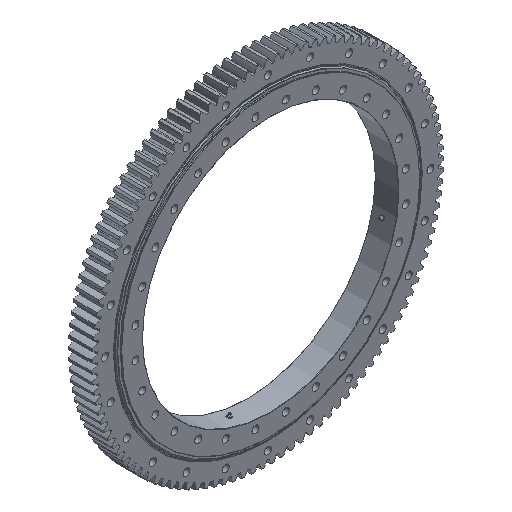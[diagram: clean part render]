
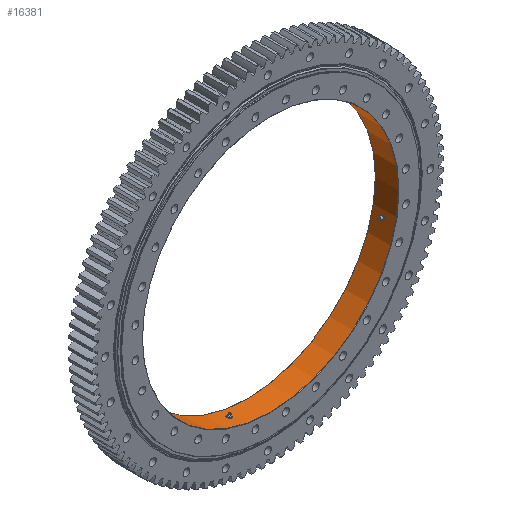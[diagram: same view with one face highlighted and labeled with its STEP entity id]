
A CAD part, isometric view. The second image highlights one B-rep face of the part: STEP entity #16381.
In plain terms, the highlighted cylindrical face has radius 352.425 mm (diameter 704.85 mm), a full revolution.
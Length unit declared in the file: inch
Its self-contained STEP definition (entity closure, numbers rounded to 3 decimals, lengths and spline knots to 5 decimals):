
#45=CYLINDRICAL_SURFACE('',#17542,13.875);
#596=FACE_BOUND('',#3177,.T.);
#720=LINE('',#31939,#1270);
#1270=VECTOR('',#20158,13.875);
#2224=FACE_OUTER_BOUND('',#3176,.T.);
#3176=EDGE_LOOP('',(#11346,#11347,#11348,#11349,#11350,#11351));
#3177=EDGE_LOOP('',(#11352,#11353));
#4218=CIRCLE('',#17540,13.875);
#4219=CIRCLE('',#17541,13.875);
#4220=CIRCLE('',#17543,13.875);
#4221=CIRCLE('',#17544,13.875);
#5705=B_SPLINE_CURVE_WITH_KNOTS('',3,(#31942,#31943,#31944,#31945,#31946,
#31947,#31948,#31949,#31950,#31951,#31952,#31953,#31954,#31955,#31956,#31957,
#31958,#31959),.UNSPECIFIED.,.F.,.F.,(4,2,2,2,2,2,2,2,4),(0.,0.35935,
0.7187,1.07804,1.43739,1.79674,2.15609,
2.51543,2.87478),.UNSPECIFIED.);
#5706=B_SPLINE_CURVE_WITH_KNOTS('',3,(#31960,#31961,#31962,#31963,#31964,
#31965,#31966,#31967,#31968,#31969,#31970,#31971,#31972,#31973,#31974,#31975,
#31976,#31977,#31978,#31979,#31980,#31981,#31982,#31983,#31984,#31985,#31986,
#31987,#31988,#31989,#31990,#31991,#31992,#31993,#31994,#31995,#31996,#31997,
#31998,#31999,#32000,#32001,#32002,#32003,#32004,#32005,#32006,#32007,#32008,
#32009),.UNSPECIFIED.,.F.,.F.,(4,2,2,2,2,2,2,2,2,2,2,2,2,2,2,2,2,2,2,2,
2,2,2,2,4),(2.87478,3.23413,3.59348,3.95283,
4.31217,4.67152,5.03087,5.39022,5.74956,
6.10891,6.46826,6.82761,7.18696,7.5463,
7.90565,8.265,8.62435,8.98369,9.34304,
9.70239,10.06174,10.42109,10.78043,11.13978,
11.49913),.UNSPECIFIED.);
#6454=VERTEX_POINT('',#31929);
#6455=VERTEX_POINT('',#31931);
#6456=VERTEX_POINT('',#31935);
#6457=VERTEX_POINT('',#31936);
#6458=VERTEX_POINT('',#31940);
#6459=VERTEX_POINT('',#31941);
#8348=EDGE_CURVE('',#6454,#6455,#4218,.T.);
#8349=EDGE_CURVE('',#6455,#6454,#4219,.T.);
#8350=EDGE_CURVE('',#6456,#6457,#4220,.T.);
#8351=EDGE_CURVE('',#6457,#6456,#4221,.T.);
#8352=EDGE_CURVE('',#6457,#6455,#720,.T.);
#8353=EDGE_CURVE('',#6458,#6459,#5705,.T.);
#8354=EDGE_CURVE('',#6459,#6458,#5706,.T.);
#11346=ORIENTED_EDGE('',*,*,#8350,.F.);
#11347=ORIENTED_EDGE('',*,*,#8351,.F.);
#11348=ORIENTED_EDGE('',*,*,#8352,.T.);
#11349=ORIENTED_EDGE('',*,*,#8348,.F.);
#11350=ORIENTED_EDGE('',*,*,#8349,.F.);
#11351=ORIENTED_EDGE('',*,*,#8352,.F.);
#11352=ORIENTED_EDGE('',*,*,#8353,.T.);
#11353=ORIENTED_EDGE('',*,*,#8354,.T.);
#16381=ADVANCED_FACE('',(#2224,#596),#45,.F.);
#17540=AXIS2_PLACEMENT_3D('',#31932,#20148,#20149);
#17541=AXIS2_PLACEMENT_3D('',#31933,#20150,#20151);
#17542=AXIS2_PLACEMENT_3D('',#31934,#20152,#20153);
#17543=AXIS2_PLACEMENT_3D('',#31937,#20154,#20155);
#17544=AXIS2_PLACEMENT_3D('',#31938,#20156,#20157);
#20148=DIRECTION('center_axis',(0.,1.,0.));
#20149=DIRECTION('ref_axis',(1.,0.,0.));
#20150=DIRECTION('center_axis',(0.,1.,0.));
#20151=DIRECTION('ref_axis',(1.,0.,0.));
#20152=DIRECTION('center_axis',(0.,1.,0.));
#20153=DIRECTION('ref_axis',(-1.,0.,0.));
#20154=DIRECTION('center_axis',(0.,-1.,0.));
#20155=DIRECTION('ref_axis',(1.,0.,0.));
#20156=DIRECTION('center_axis',(0.,-1.,0.));
#20157=DIRECTION('ref_axis',(1.,0.,0.));
#20158=DIRECTION('',(0.,-1.,0.));
#31929=CARTESIAN_POINT('',(-13.875,-1.4075,0.));
#31931=CARTESIAN_POINT('',(13.875,-1.4075,0.));
#31932=CARTESIAN_POINT('Origin',(0.,-1.4075,0.));
#31933=CARTESIAN_POINT('Origin',(0.,-1.4075,0.));
#31934=CARTESIAN_POINT('Origin',(0.,-0.156,0.));
#31935=CARTESIAN_POINT('',(-13.875,1.0955,0.));
#31936=CARTESIAN_POINT('',(13.875,1.0955,0.));
#31937=CARTESIAN_POINT('Origin',(0.,1.0955,0.));
#31938=CARTESIAN_POINT('Origin',(0.,1.0955,0.));
#31939=CARTESIAN_POINT('',(13.875,-0.156,0.));
#31940=CARTESIAN_POINT('',(-13.85466,0.,-0.751));
#31941=CARTESIAN_POINT('',(-13.875,-0.751,0.));
#31942=CARTESIAN_POINT('Ctrl Pts',(-13.85466,0.,
-0.751));
#31943=CARTESIAN_POINT('Ctrl Pts',(-13.85466,-0.04716,
-0.751));
#31944=CARTESIAN_POINT('Ctrl Pts',(-13.85491,-0.09592,
-0.74649));
#31945=CARTESIAN_POINT('Ctrl Pts',(-13.85592,-0.19293,
-0.72748));
#31946=CARTESIAN_POINT('Ctrl Pts',(-13.85668,-0.24116,
-0.71298));
#31947=CARTESIAN_POINT('Ctrl Pts',(-13.8586,-0.33368,
-0.67466));
#31948=CARTESIAN_POINT('Ctrl Pts',(-13.85976,-0.37803,
-0.6508));
#31949=CARTESIAN_POINT('Ctrl Pts',(-13.86224,-0.46004,
-0.59566));
#31950=CARTESIAN_POINT('Ctrl Pts',(-13.86356,-0.4977,
-0.56437));
#31951=CARTESIAN_POINT('Ctrl Pts',(-13.86611,-0.56437,
-0.4977));
#31952=CARTESIAN_POINT('Ctrl Pts',(-13.86743,-0.59566,-0.46004));
#31953=CARTESIAN_POINT('Ctrl Pts',(-13.86991,-0.6508,
-0.37803));
#31954=CARTESIAN_POINT('Ctrl Pts',(-13.87106,-0.67466,
-0.33368));
#31955=CARTESIAN_POINT('Ctrl Pts',(-13.87298,-0.71298,
-0.24116));
#31956=CARTESIAN_POINT('Ctrl Pts',(-13.87374,-0.72748,
-0.19293));
#31957=CARTESIAN_POINT('Ctrl Pts',(-13.87475,-0.74649,
-0.09592));
#31958=CARTESIAN_POINT('Ctrl Pts',(-13.875,-0.751,-0.04716));
#31959=CARTESIAN_POINT('Ctrl Pts',(-13.875,-0.751,0.));
#31960=CARTESIAN_POINT('Ctrl Pts',(-13.875,-0.751,0.));
#31961=CARTESIAN_POINT('Ctrl Pts',(-13.875,-0.751,0.04716));
#31962=CARTESIAN_POINT('Ctrl Pts',(-13.87475,-0.74649,
0.09592));
#31963=CARTESIAN_POINT('Ctrl Pts',(-13.87374,-0.72748,
0.19293));
#31964=CARTESIAN_POINT('Ctrl Pts',(-13.87298,-0.71298,
0.24116));
#31965=CARTESIAN_POINT('Ctrl Pts',(-13.87106,-0.67466,
0.33368));
#31966=CARTESIAN_POINT('Ctrl Pts',(-13.86991,-0.6508,
0.37803));
#31967=CARTESIAN_POINT('Ctrl Pts',(-13.86743,-0.59566,
0.46004));
#31968=CARTESIAN_POINT('Ctrl Pts',(-13.86611,-0.56437,
0.4977));
#31969=CARTESIAN_POINT('Ctrl Pts',(-13.86356,-0.4977,
0.56437));
#31970=CARTESIAN_POINT('Ctrl Pts',(-13.86224,-0.46004,
0.59566));
#31971=CARTESIAN_POINT('Ctrl Pts',(-13.85976,-0.37803,
0.6508));
#31972=CARTESIAN_POINT('Ctrl Pts',(-13.8586,-0.33368,
0.67466));
#31973=CARTESIAN_POINT('Ctrl Pts',(-13.85668,-0.24116,
0.71298));
#31974=CARTESIAN_POINT('Ctrl Pts',(-13.85592,-0.19293,
0.72748));
#31975=CARTESIAN_POINT('Ctrl Pts',(-13.85491,-0.09592,
0.74649));
#31976=CARTESIAN_POINT('Ctrl Pts',(-13.85466,-0.04716,
0.751));
#31977=CARTESIAN_POINT('Ctrl Pts',(-13.85466,0.04716,
0.751));
#31978=CARTESIAN_POINT('Ctrl Pts',(-13.85491,0.09592,
0.74649));
#31979=CARTESIAN_POINT('Ctrl Pts',(-13.85592,0.19293,
0.72748));
#31980=CARTESIAN_POINT('Ctrl Pts',(-13.85668,0.24116,
0.71298));
#31981=CARTESIAN_POINT('Ctrl Pts',(-13.8586,0.33368,
0.67466));
#31982=CARTESIAN_POINT('Ctrl Pts',(-13.85976,0.37803,0.6508));
#31983=CARTESIAN_POINT('Ctrl Pts',(-13.86224,0.46004,
0.59566));
#31984=CARTESIAN_POINT('Ctrl Pts',(-13.86356,0.4977,
0.56437));
#31985=CARTESIAN_POINT('Ctrl Pts',(-13.86611,0.56437,
0.4977));
#31986=CARTESIAN_POINT('Ctrl Pts',(-13.86743,0.59566,0.46004));
#31987=CARTESIAN_POINT('Ctrl Pts',(-13.86991,0.6508,
0.37803));
#31988=CARTESIAN_POINT('Ctrl Pts',(-13.87106,0.67466,
0.33368));
#31989=CARTESIAN_POINT('Ctrl Pts',(-13.87298,0.71298,
0.24116));
#31990=CARTESIAN_POINT('Ctrl Pts',(-13.87374,0.72748,
0.19293));
#31991=CARTESIAN_POINT('Ctrl Pts',(-13.87475,0.74649,0.09592));
#31992=CARTESIAN_POINT('Ctrl Pts',(-13.875,0.751,0.04716));
#31993=CARTESIAN_POINT('Ctrl Pts',(-13.875,0.751,-0.04716));
#31994=CARTESIAN_POINT('Ctrl Pts',(-13.87475,0.74649,-0.09592));
#31995=CARTESIAN_POINT('Ctrl Pts',(-13.87374,0.72748,
-0.19293));
#31996=CARTESIAN_POINT('Ctrl Pts',(-13.87298,0.71298,
-0.24116));
#31997=CARTESIAN_POINT('Ctrl Pts',(-13.87106,0.67466,
-0.33368));
#31998=CARTESIAN_POINT('Ctrl Pts',(-13.86991,0.6508,
-0.37803));
#31999=CARTESIAN_POINT('Ctrl Pts',(-13.86743,0.59566,
-0.46004));
#32000=CARTESIAN_POINT('Ctrl Pts',(-13.86611,0.56437,
-0.4977));
#32001=CARTESIAN_POINT('Ctrl Pts',(-13.86356,0.4977,
-0.56437));
#32002=CARTESIAN_POINT('Ctrl Pts',(-13.86224,0.46004,
-0.59566));
#32003=CARTESIAN_POINT('Ctrl Pts',(-13.85976,0.37803,-0.6508));
#32004=CARTESIAN_POINT('Ctrl Pts',(-13.8586,0.33368,
-0.67466));
#32005=CARTESIAN_POINT('Ctrl Pts',(-13.85668,0.24116,-0.71298));
#32006=CARTESIAN_POINT('Ctrl Pts',(-13.85592,0.19293,
-0.72748));
#32007=CARTESIAN_POINT('Ctrl Pts',(-13.85491,0.09592,
-0.74649));
#32008=CARTESIAN_POINT('Ctrl Pts',(-13.85466,0.04716,
-0.751));
#32009=CARTESIAN_POINT('Ctrl Pts',(-13.85466,0.,-0.751));
